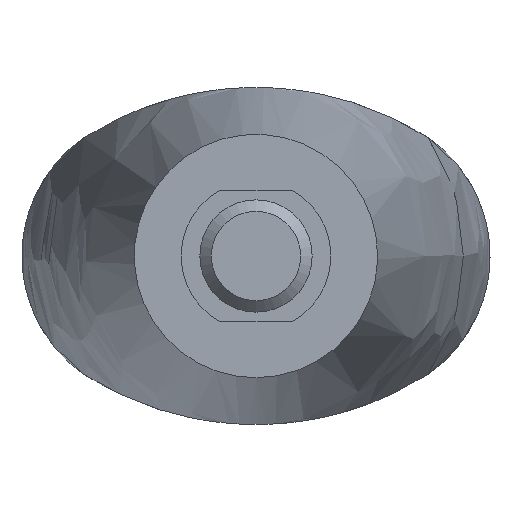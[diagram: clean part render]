
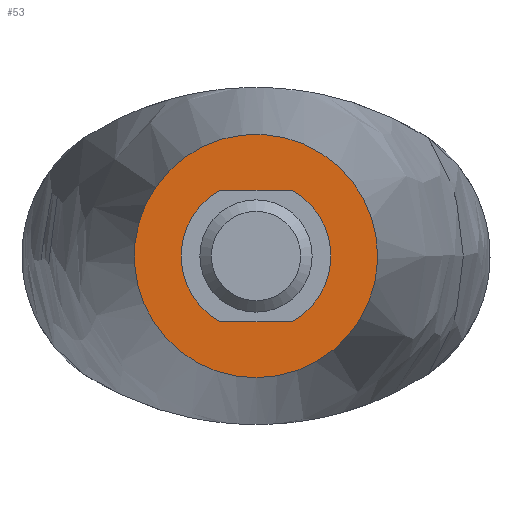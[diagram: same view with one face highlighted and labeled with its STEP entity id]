
A CAD part, left-side view. The second image highlights one B-rep face of the part: STEP entity #53.
In plain terms, the highlighted planar face has unit normal (-1, 0, 0).
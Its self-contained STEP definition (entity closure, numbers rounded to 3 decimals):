
#53 = ADVANCED_FACE( '', ( #110, #111 ), #112, .F. );
#110 = FACE_BOUND( '', #174, .T. );
#111 = FACE_OUTER_BOUND( '', #175, .T. );
#112 = PLANE( '', #176 );
#174 = EDGE_LOOP( '', ( #294, #295, #296, #297 ) );
#175 = EDGE_LOOP( '', ( #298 ) );
#176 = AXIS2_PLACEMENT_3D( '', #299, #300, #301 );
#294 = ORIENTED_EDGE( '', *, *, #398, .T. );
#295 = ORIENTED_EDGE( '', *, *, #407, .T. );
#296 = ORIENTED_EDGE( '', *, *, #408, .T. );
#297 = ORIENTED_EDGE( '', *, *, #409, .F. );
#298 = ORIENTED_EDGE( '', *, *, #410, .F. );
#299 = CARTESIAN_POINT( '', ( 4.5, 2.405, -4.05 ) );
#300 = DIRECTION( '', ( 1., 0., 0. ) );
#301 = DIRECTION( '', ( 0., 0., -1. ) );
#398 = EDGE_CURVE( '', #458, #462, #464, .T. );
#407 = EDGE_CURVE( '', #462, #475, #476, .T. );
#408 = EDGE_CURVE( '', #475, #477, #478, .T. );
#409 = EDGE_CURVE( '', #458, #477, #479, .T. );
#410 = EDGE_CURVE( '', #480, #480, #481, .T. );
#458 = VERTEX_POINT( '', #670 );
#462 = VERTEX_POINT( '', #675 );
#464 = CIRCLE( '', #678, 4. );
#475 = VERTEX_POINT( '', #767 );
#476 = LINE( '', #768, #769 );
#477 = VERTEX_POINT( '', #770 );
#478 = CIRCLE( '', #771, 4. );
#479 = LINE( '', #772, #773 );
#480 = VERTEX_POINT( '', #774 );
#481 = CIRCLE( '', #775, 6.5 );
#670 = CARTESIAN_POINT( '', ( 4.5, 1.936, -3.5 ) );
#675 = CARTESIAN_POINT( '', ( 4.5, 1.936, 3.5 ) );
#678 = AXIS2_PLACEMENT_3D( '', #887, #888, #889 );
#767 = CARTESIAN_POINT( '', ( 4.5, -1.936, 3.5 ) );
#768 = CARTESIAN_POINT( '', ( 4.5, 6., 3.5 ) );
#769 = VECTOR( '', #893, 1000. );
#770 = CARTESIAN_POINT( '', ( 4.5, -1.936, -3.5 ) );
#771 = AXIS2_PLACEMENT_3D( '', #894, #895, #896 );
#772 = CARTESIAN_POINT( '', ( 4.5, 6., -3.5 ) );
#773 = VECTOR( '', #897, 1000. );
#774 = CARTESIAN_POINT( '', ( 4.5, 0., -6.5 ) );
#775 = AXIS2_PLACEMENT_3D( '', #898, #899, #900 );
#887 = CARTESIAN_POINT( '', ( 4.5, 0., 0. ) );
#888 = DIRECTION( '', ( 1., 0., 0. ) );
#889 = DIRECTION( '', ( 0., 0., -1. ) );
#893 = DIRECTION( '', ( 0., -1., 0. ) );
#894 = CARTESIAN_POINT( '', ( 4.5, 0., 0. ) );
#895 = DIRECTION( '', ( 1., 0., 0. ) );
#896 = DIRECTION( '', ( 0., 0., -1. ) );
#897 = DIRECTION( '', ( 0., -1., 0. ) );
#898 = CARTESIAN_POINT( '', ( 4.5, 0., 0. ) );
#899 = DIRECTION( '', ( 1., 0., 0. ) );
#900 = DIRECTION( '', ( 0., 0., -1. ) );
